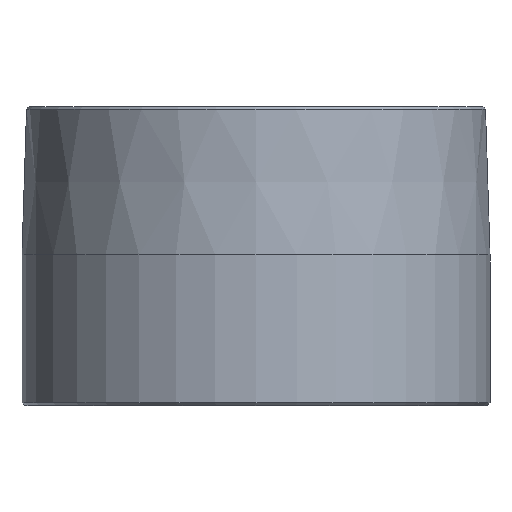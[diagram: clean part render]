
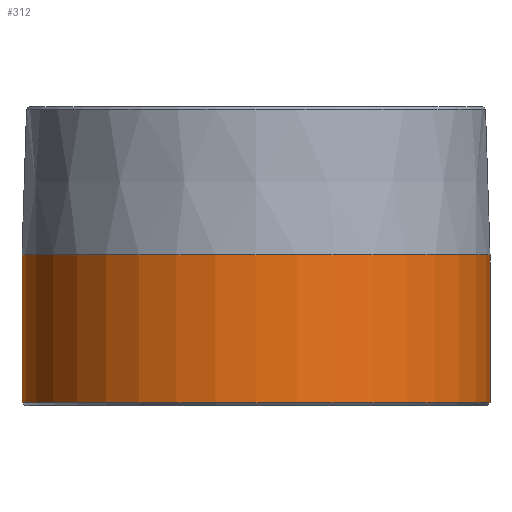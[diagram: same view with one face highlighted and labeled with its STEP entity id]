
A CAD part, front view. The second image highlights one B-rep face of the part: STEP entity #312.
In plain terms, the highlighted cylindrical face has radius 57.15 mm (diameter 114.3 mm), a partial arc.
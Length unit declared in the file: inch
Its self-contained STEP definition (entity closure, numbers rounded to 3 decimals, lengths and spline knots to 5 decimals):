
#33 = VERTEX_POINT ( 'NONE', #76 ) ;
#41 = EDGE_CURVE ( 'NONE', #64, #444, #384, .T. ) ;
#48 = EDGE_CURVE ( 'NONE', #376, #64, #79, .T. ) ;
#49 = DIRECTION ( 'NONE',  ( 0., 0., 1. ) ) ;
#64 = VERTEX_POINT ( 'NONE', #437 ) ;
#76 = CARTESIAN_POINT ( 'NONE',  ( 2.25, 0., 0.025 ) ) ;
#79 = CIRCLE ( 'NONE', #372, 2.25 ) ;
#81 = CARTESIAN_POINT ( 'NONE',  ( 0., 0., 0.025 ) ) ;
#93 = EDGE_CURVE ( 'NONE', #444, #33, #230, .T. ) ;
#109 = DIRECTION ( 'NONE',  ( 0., 0., -1. ) ) ;
#144 = EDGE_CURVE ( 'NONE', #376, #33, #436, .T. ) ;
#168 = FACE_OUTER_BOUND ( 'NONE', #179, .T. ) ;
#170 = DIRECTION ( 'NONE',  ( 0., 0., -1. ) ) ;
#179 = EDGE_LOOP ( 'NONE', ( #450, #386, #235, #496 ) ) ;
#191 = CARTESIAN_POINT ( 'NONE',  ( -2.25, 0., 2.875 ) ) ;
#201 = CARTESIAN_POINT ( 'NONE',  ( 2.25, 0., 2.875 ) ) ;
#230 = CIRCLE ( 'NONE', #294, 2.25 ) ;
#235 = ORIENTED_EDGE ( 'NONE', *, *, #41, .T. ) ;
#269 = VECTOR ( 'NONE', #109, 39.37008 ) ;
#280 = DIRECTION ( 'NONE',  ( 0., 0., -1. ) ) ;
#289 = DIRECTION ( 'NONE',  ( 1., 0., 0. ) ) ;
#294 = AXIS2_PLACEMENT_3D ( 'NONE', #81, #49, #289 ) ;
#312 = ADVANCED_FACE ( 'NONE', ( #168 ), #478, .T. ) ;
#331 = DIRECTION ( 'NONE',  ( -1., 0., 0. ) ) ;
#333 = DIRECTION ( 'NONE',  ( -1., 0., 0. ) ) ;
#357 = DIRECTION ( 'NONE',  ( 0., 0., -1. ) ) ;
#366 = VECTOR ( 'NONE', #280, 39.37008 ) ;
#372 = AXIS2_PLACEMENT_3D ( 'NONE', #497, #357, #331 ) ;
#376 = VERTEX_POINT ( 'NONE', #464 ) ;
#384 = LINE ( 'NONE', #191, #269 ) ;
#386 = ORIENTED_EDGE ( 'NONE', *, *, #48, .T. ) ;
#392 = AXIS2_PLACEMENT_3D ( 'NONE', #445, #170, #333 ) ;
#436 = LINE ( 'NONE', #201, #366 ) ;
#437 = CARTESIAN_POINT ( 'NONE',  ( -2.25, 0., 1.4475 ) ) ;
#444 = VERTEX_POINT ( 'NONE', #462 ) ;
#445 = CARTESIAN_POINT ( 'NONE',  ( 0., 0., 2.875 ) ) ;
#450 = ORIENTED_EDGE ( 'NONE', *, *, #144, .F. ) ;
#462 = CARTESIAN_POINT ( 'NONE',  ( -2.25, 0., 0.025 ) ) ;
#464 = CARTESIAN_POINT ( 'NONE',  ( 2.25, 0., 1.4475 ) ) ;
#478 = CYLINDRICAL_SURFACE ( 'NONE', #392, 2.25 ) ;
#496 = ORIENTED_EDGE ( 'NONE', *, *, #93, .T. ) ;
#497 = CARTESIAN_POINT ( 'NONE',  ( 0., 0., 1.4475 ) ) ;
